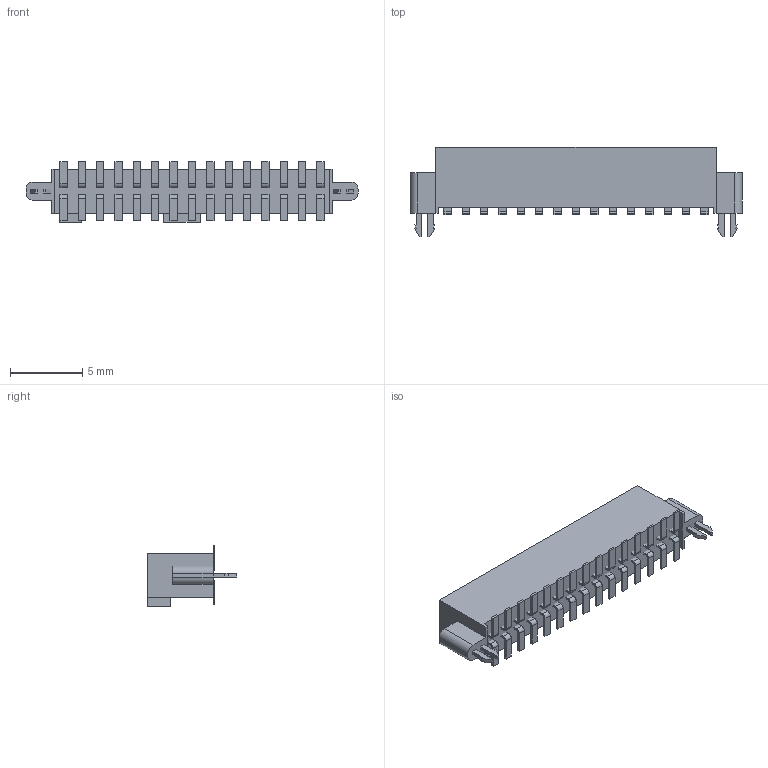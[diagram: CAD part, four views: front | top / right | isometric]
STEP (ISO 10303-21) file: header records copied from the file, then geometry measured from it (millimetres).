
FILE_DESCRIPTION(/* description */ ('STEP AP214'),/* implementation_level */ '2;1');
FILE_NAME(/* name */ 'SFML-115-02-L-D-LC',/* time_stamp */ '2024-07-05T14:26:09+02:00',/* author */ ('License CC BY-ND 4.0'),/* organization */ ('CADENAS'),/* preprocessor_version */ 'ST-DEVELOPER v19.3',/* originating_system */ 'PARTsolutions',/* authorisation */ ' ');
FILE_SCHEMA (('CONFIG_CONTROL_DESIGN','AUTOMOTIVE_DESIGN { 1 0 10303 214 3 1 1 }','AUTOMOTIVE_DESIGN {1 0 10303 214 3 1 1}'));
Length unit declared in the file: inch
Products named in the file (3): SFML-115-02-L-D-LC; SFML-115-02-L-D-LC_terminal; C-15-02-D-L_pins
Assembly tree (2 placements, depth 2):
  SFML-115-02-L-D-LC
    SFML-115-02-L-D-LC_terminal
    C-15-02-D-L_pins
Bounding box: 22.99 x 6.22 x 4.2 mm (x, y, z)
Volume: 249.8 mm3; surface area: 705.1 mm2
Topology: 2 solids, 2 shells, 492 faces, 1272 edges, 848 vertices
Faces by surface type: plane 428, cylinder 64
Entity records: 14882 total; most frequent: CARTESIAN_POINT 2615, ORIENTED_EDGE 2544, DIRECTION 2390, EDGE_CURVE 1272, LINE 1144, VECTOR 1144, VERTEX_POINT 848, AXIS2_PLACEMENT_3D 623
